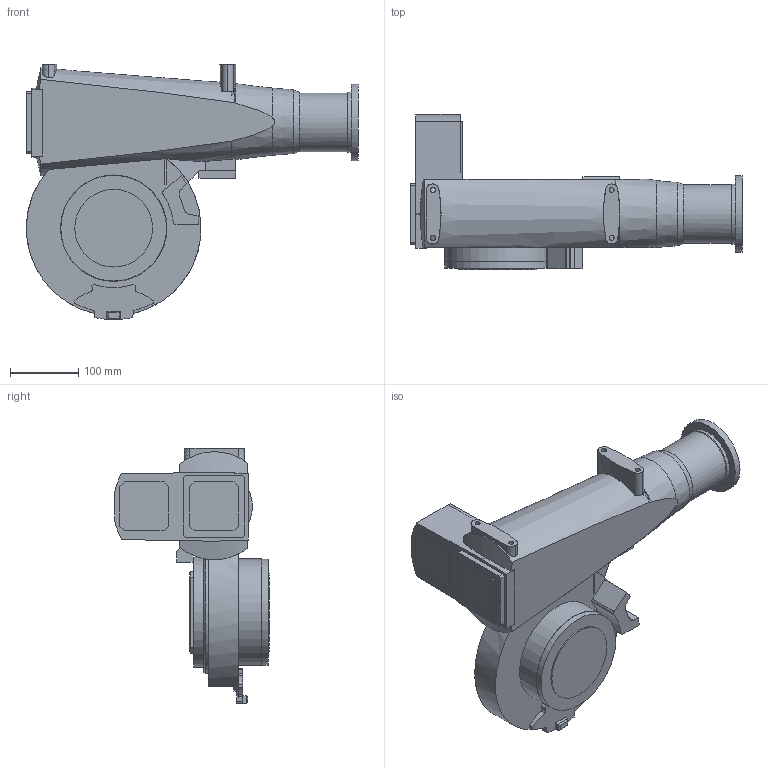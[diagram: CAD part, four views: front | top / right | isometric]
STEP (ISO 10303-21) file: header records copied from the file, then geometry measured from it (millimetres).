
FILE_DESCRIPTION(/* description */ (''),/* implementation_level */ '2;1');
FILE_NAME(/* name */ 'KR6-2 Achse 3_ipt_322c9df4.STEP',/* time_stamp */ '2016-12-15T23:22:22-05:00',/* author */ ('Pietro'),/* organization */ (''),/* preprocessor_version */ 'ST-DEVELOPER v16.5',/* originating_system */ 'Autodesk Inventor 2017',/* authorisation */ '');
FILE_SCHEMA (('AUTOMOTIVE_DESIGN { 1 0 10303 214 3 1 1 }'));
Length unit declared in the file: millimetre
Products named in the file (1): KR6-2 Achse 3
Bounding box: 486.5 x 227 x 373.97 mm (x, y, z)
Volume: 9091595.9 mm3; surface area: 412956.9 mm2
Topology: 1 solids, 1 shells, 220 faces, 598 edges, 397 vertices
Faces by surface type: plane 156, cylinder 41, cone 13, bspline 10
Full cylindrical faces by diameter (mm): 7.3 x4, 86 x1, 88 x1, 112 x1, 114 x1, 155 x1, 156 x1, 160.7 x1
Entity records: 7364 total; most frequent: CARTESIAN_POINT 1839, ORIENTED_EDGE 1196, DIRECTION 1068, EDGE_CURVE 598, LINE 414, VECTOR 414, VERTEX_POINT 397, AXIS2_PLACEMENT_3D 327
